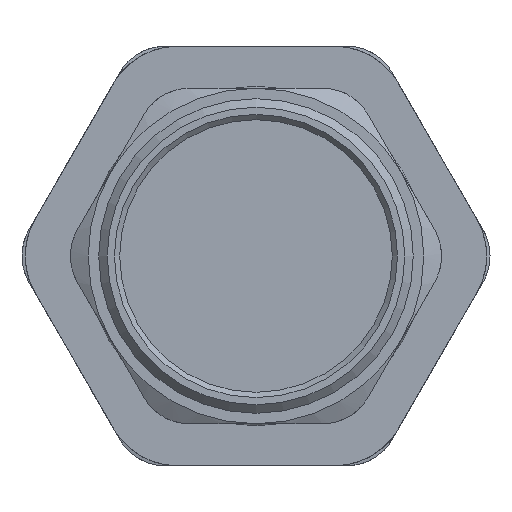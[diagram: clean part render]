
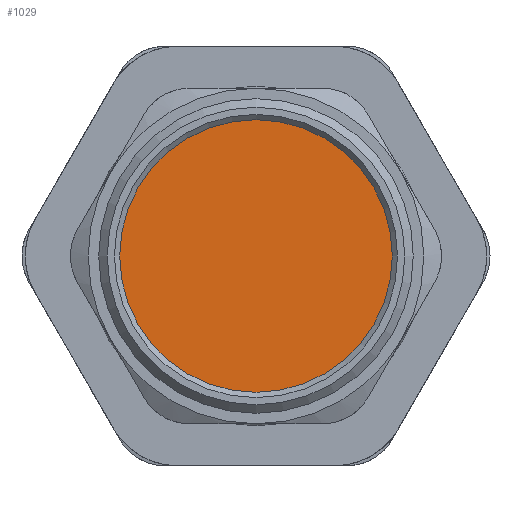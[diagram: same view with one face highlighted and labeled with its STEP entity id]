
A CAD part, front view. The second image highlights one B-rep face of the part: STEP entity #1029.
In plain terms, the highlighted planar face has unit normal (0, -1, 0).
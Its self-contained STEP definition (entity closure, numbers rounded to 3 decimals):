
#113=FACE_OUTER_BOUND('',#175,.T.);
#175=EDGE_LOOP('',(#653));
#361=CIRCLE('',#1121,13.);
#404=VERTEX_POINT('',#1494);
#502=EDGE_CURVE('',#404,#404,#361,.T.);
#653=ORIENTED_EDGE('',*,*,#502,.F.);
#943=PLANE('',#1120);
#1029=ADVANCED_FACE('',(#113),#943,.F.);
#1120=AXIS2_PLACEMENT_3D('',#1493,#1234,#1235);
#1121=AXIS2_PLACEMENT_3D('',#1495,#1236,#1237);
#1234=DIRECTION('center_axis',(0.,1.,0.));
#1235=DIRECTION('ref_axis',(0.,0.,1.));
#1236=DIRECTION('center_axis',(0.,1.,0.));
#1237=DIRECTION('ref_axis',(0.,0.,-1.));
#1493=CARTESIAN_POINT('Origin',(-1.238,-10.262,0.));
#1494=CARTESIAN_POINT('',(-1.238,-10.262,13.));
#1495=CARTESIAN_POINT('Origin',(-1.238,-10.262,0.));
